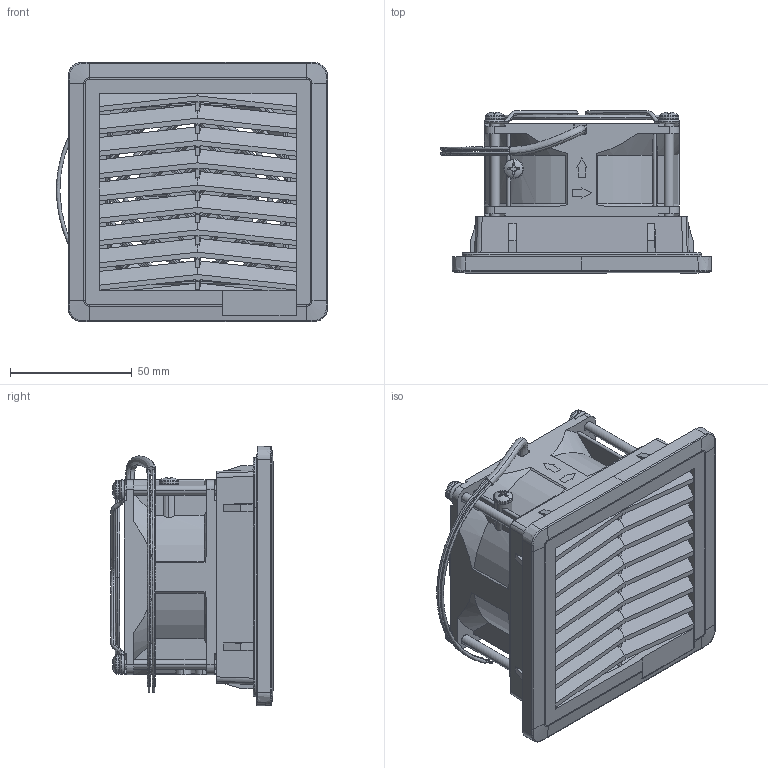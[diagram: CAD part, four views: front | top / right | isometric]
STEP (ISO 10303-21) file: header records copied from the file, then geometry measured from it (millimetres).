
FILE_DESCRIPTION((''),'2;1');
FILE_NAME('FL-4010A','2013-09-17T',('alexcam'),(''),'PRO/ENGINEER BY PARAMETRIC TECHNOLOGY CORPORATION, 2010040','PRO/ENGINEER BY PARAMETRIC TECHNOLOGY CORPORATION, 2010040','');
FILE_SCHEMA(('AUTOMOTIVE_DESIGN_CC2 { 1 2 10303 214 -1 1 5 2 }'));
Products named in the file (1): FL-4010A
Bounding box: 111.31 x 66.62 x 106.5 mm (x, y, z)
Volume: 91549.1 mm3; surface area: 114445.7 mm2
Topology: 16 solids, 22 shells, 1365 faces, 3744 edges, 2360 vertices
Faces by surface type: plane 695, cylinder 325, bspline 150, cone 100, torus 78, sphere 10, extrusion 7
Entity records: 83322 total; most frequent: CARTESIAN_POINT 36914, ORIENTED_EDGE 7444, DIRECTION 6235, PRESENTATION_STYLE_ASSIGNMENT 3891, STYLED_ITEM 3758, CURVE_STYLE 3736, EDGE_CURVE 3736, VERTEX_POINT 2360
